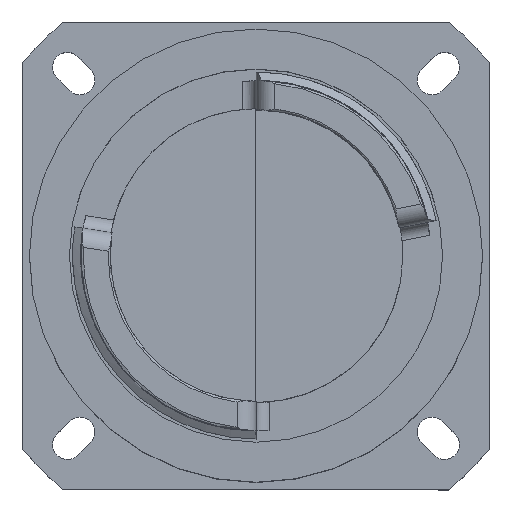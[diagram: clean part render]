
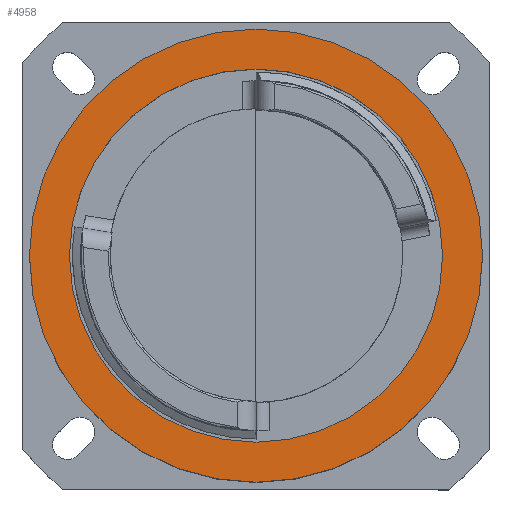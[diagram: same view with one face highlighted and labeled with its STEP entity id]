
A CAD part, top view. The second image highlights one B-rep face of the part: STEP entity #4958.
In plain terms, the highlighted planar face has unit normal (0, 0, 1).
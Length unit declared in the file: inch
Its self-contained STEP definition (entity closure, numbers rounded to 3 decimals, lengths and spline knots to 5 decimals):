
#135 = DIRECTION ( 'NONE',  ( 0., 0., 1. ) ) ;
#148 = DIRECTION ( 'NONE',  ( 0., 1., 0. ) ) ;
#182 = EDGE_CURVE ( 'NONE', #4212, #1284, #3125, .T. ) ;
#314 = VERTEX_POINT ( 'NONE', #4983 ) ;
#540 = DIRECTION ( 'NONE',  ( 0., 1., 0. ) ) ;
#641 = AXIS2_PLACEMENT_3D ( 'NONE', #3957, #1373, #5322 ) ;
#900 = AXIS2_PLACEMENT_3D ( 'NONE', #3643, #2779, #148 ) ;
#931 = CARTESIAN_POINT ( 'NONE',  ( 0., 1.075, -0.45 ) ) ;
#966 = EDGE_LOOP ( 'NONE', ( #4873, #1607 ) ) ;
#1284 = VERTEX_POINT ( 'NONE', #931 ) ;
#1334 = FACE_BOUND ( 'NONE', #5001, .T. ) ;
#1373 = DIRECTION ( 'NONE',  ( 0., 0., 1. ) ) ;
#1465 = AXIS2_PLACEMENT_3D ( 'NONE', #2769, #135, #1480 ) ;
#1480 = DIRECTION ( 'NONE',  ( 0., 1., 0. ) ) ;
#1494 = EDGE_CURVE ( 'NONE', #1284, #4212, #2184, .T. ) ;
#1558 = AXIS2_PLACEMENT_3D ( 'NONE', #2227, #3167, #4513 ) ;
#1607 = ORIENTED_EDGE ( 'NONE', *, *, #182, .T. ) ;
#1742 = CIRCLE ( 'NONE', #1465, 0.885 ) ;
#1924 = AXIS2_PLACEMENT_3D ( 'NONE', #3187, #4505, #540 ) ;
#2184 = CIRCLE ( 'NONE', #900, 1.075 ) ;
#2227 = CARTESIAN_POINT ( 'NONE',  ( -0.885, 0., -0.45 ) ) ;
#2244 = VERTEX_POINT ( 'NONE', #3600 ) ;
#2740 = PLANE ( 'NONE',  #1558 ) ;
#2769 = CARTESIAN_POINT ( 'NONE',  ( 0., 0., -0.45 ) ) ;
#2779 = DIRECTION ( 'NONE',  ( 0., 0., 1. ) ) ;
#2847 = CARTESIAN_POINT ( 'NONE',  ( 0., -1.075, -0.45 ) ) ;
#3125 = CIRCLE ( 'NONE', #641, 1.075 ) ;
#3141 = FACE_OUTER_BOUND ( 'NONE', #966, .T. ) ;
#3165 = EDGE_CURVE ( 'NONE', #314, #2244, #1742, .T. ) ;
#3167 = DIRECTION ( 'NONE',  ( 0., 0., -1. ) ) ;
#3187 = CARTESIAN_POINT ( 'NONE',  ( 0., 0., -0.45 ) ) ;
#3600 = CARTESIAN_POINT ( 'NONE',  ( 0., -0.885, -0.45 ) ) ;
#3643 = CARTESIAN_POINT ( 'NONE',  ( 0., 0., -0.45 ) ) ;
#3678 = ORIENTED_EDGE ( 'NONE', *, *, #3165, .F. ) ;
#3957 = CARTESIAN_POINT ( 'NONE',  ( 0., 0., -0.45 ) ) ;
#4212 = VERTEX_POINT ( 'NONE', #2847 ) ;
#4408 = CIRCLE ( 'NONE', #1924, 0.885 ) ;
#4433 = ORIENTED_EDGE ( 'NONE', *, *, #5462, .F. ) ;
#4505 = DIRECTION ( 'NONE',  ( 0., 0., 1. ) ) ;
#4513 = DIRECTION ( 'NONE',  ( 0., -1., 0. ) ) ;
#4873 = ORIENTED_EDGE ( 'NONE', *, *, #1494, .T. ) ;
#4958 = ADVANCED_FACE ( 'NONE', ( #1334, #3141 ), #2740, .F. ) ;
#4983 = CARTESIAN_POINT ( 'NONE',  ( 0., 0.885, -0.45 ) ) ;
#5001 = EDGE_LOOP ( 'NONE', ( #3678, #4433 ) ) ;
#5322 = DIRECTION ( 'NONE',  ( 0., 1., 0. ) ) ;
#5462 = EDGE_CURVE ( 'NONE', #2244, #314, #4408, .T. ) ;
